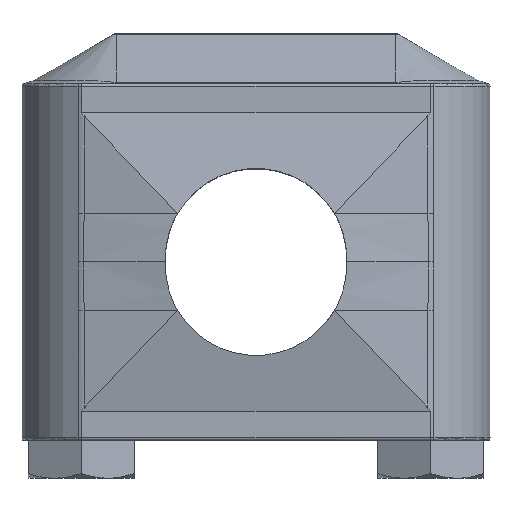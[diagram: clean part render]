
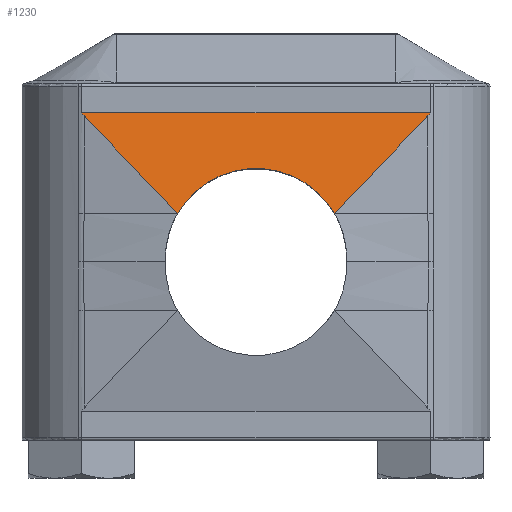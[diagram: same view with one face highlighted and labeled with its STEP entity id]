
A CAD part, top view. The second image highlights one B-rep face of the part: STEP entity #1230.
In plain terms, the highlighted planar face has unit normal (0, 0.178, 0.984).
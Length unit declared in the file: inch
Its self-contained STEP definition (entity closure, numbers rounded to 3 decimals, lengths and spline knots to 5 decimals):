
#40 = CARTESIAN_POINT ( 'NONE',  ( 0.70797, 1.21552, 0.37726 ) ) ;
#90 = EDGE_CURVE ( 'NONE', #1177, #3386, #3486, .T. ) ;
#148 = CARTESIAN_POINT ( 'NONE',  ( 0.50992, 1.0091, 0.41466 ) ) ;
#414 = EDGE_CURVE ( 'NONE', #1736, #3988, #3460, .T. ) ;
#518 =( BOUNDED_CURVE ( )  B_SPLINE_CURVE ( 3, ( #708, #3317, #3652, #40 ),
 .UNSPECIFIED., .F., .F. ) 
 B_SPLINE_CURVE_WITH_KNOTS ( ( 4, 4 ),
 ( 2.85793, 2.95497 ),
 .UNSPECIFIED. ) 
 CURVE ( )  GEOMETRIC_REPRESENTATION_ITEM ( )  RATIONAL_B_SPLINE_CURVE ( ( 1., 0.999, 0.999, 1. ) ) 
 REPRESENTATION_ITEM ( '' )  );
#616 = EDGE_CURVE ( 'NONE', #3988, #3386, #3514, .T. ) ;
#677 = ORIENTED_EDGE ( 'NONE', *, *, #90, .F. ) ;
#684 = DIRECTION ( 'NONE',  ( 0., -0.984, 0.178 ) ) ;
#708 = CARTESIAN_POINT ( 'NONE',  ( 0.7174, 1.228, 0.375 ) ) ;
#906 =( BOUNDED_CURVE ( )  B_SPLINE_CURVE ( 3, ( #912, #1606, #1592, #4202 ),
 .UNSPECIFIED., .F., .F. ) 
 B_SPLINE_CURVE_WITH_KNOTS ( ( 4, 4 ),
 ( 3.32821, 3.42526 ),
 .UNSPECIFIED. ) 
 CURVE ( )  GEOMETRIC_REPRESENTATION_ITEM ( )  RATIONAL_B_SPLINE_CURVE ( ( 1., 0.999, 0.999, 1. ) ) 
 REPRESENTATION_ITEM ( '' )  );
#912 = CARTESIAN_POINT ( 'NONE',  ( -0.70797, 1.21552, 0.37726 ) ) ;
#1066 = VERTEX_POINT ( 'NONE', #1902 ) ;
#1177 = VERTEX_POINT ( 'NONE', #4183 ) ;
#1230 = ADVANCED_FACE ( 'NONE', ( #2635 ), #4208, .F. ) ;
#1317 = VERTEX_POINT ( 'NONE', #3275 ) ;
#1349 = CARTESIAN_POINT ( 'NONE',  ( 0.16051, 1.09101, 0.39982 ) ) ;
#1580 = EDGE_CURVE ( 'NONE', #1066, #1317, #2002, .T. ) ;
#1592 = CARTESIAN_POINT ( 'NONE',  ( -0.7143, 1.223, 0.37591 ) ) ;
#1606 = CARTESIAN_POINT ( 'NONE',  ( -0.71115, 1.21884, 0.37666 ) ) ;
#1736 = VERTEX_POINT ( 'NONE', #2634 ) ;
#1855 = DIRECTION ( 'NONE',  ( 0.686, -0.716, 0.13 ) ) ;
#1902 = CARTESIAN_POINT ( 'NONE',  ( 0.7174, 1.228, 0.375 ) ) ;
#2002 = LINE ( 'NONE', #2456, #3452 ) ;
#2064 = AXIS2_PLACEMENT_3D ( 'NONE', #2574, #2904, #684 ) ;
#2117 = CARTESIAN_POINT ( 'NONE',  ( -0.32273, 0.814, 0.45 ) ) ;
#2168 = ORIENTED_EDGE ( 'NONE', *, *, #2910, .F. ) ;
#2313 = ORIENTED_EDGE ( 'NONE', *, *, #414, .T. ) ;
#2330 = EDGE_LOOP ( 'NONE', ( #2313, #2377, #677, #2168, #3919, #3776 ) ) ;
#2377 = ORIENTED_EDGE ( 'NONE', *, *, #616, .T. ) ;
#2456 = CARTESIAN_POINT ( 'NONE',  ( 0., 1.228, 0.375 ) ) ;
#2508 = EDGE_CURVE ( 'NONE', #1736, #1317, #906, .T. ) ;
#2574 = CARTESIAN_POINT ( 'NONE',  ( 0.71994, 0.814, 0.45 ) ) ;
#2634 = CARTESIAN_POINT ( 'NONE',  ( -0.70797, 1.21552, 0.37726 ) ) ;
#2635 = FACE_OUTER_BOUND ( 'NONE', #2330, .T. ) ;
#2762 = DIRECTION ( 'NONE',  ( -0.686, -0.716, 0.13 ) ) ;
#2779 = CARTESIAN_POINT ( 'NONE',  ( 0.16863, 0.30186, 0.54278 ) ) ;
#2904 = DIRECTION ( 'NONE',  ( 0., -0.178, -0.984 ) ) ;
#2910 = EDGE_CURVE ( 'NONE', #1066, #1177, #518, .T. ) ;
#2927 = CARTESIAN_POINT ( 'NONE',  ( 0.32273, 0.814, 0.45 ) ) ;
#3005 = CARTESIAN_POINT ( 'NONE',  ( 0.32273, 0.814, 0.45 ) ) ;
#3062 = VECTOR ( 'NONE', #2762, 39.37008 ) ;
#3275 = CARTESIAN_POINT ( 'NONE',  ( -0.7174, 1.228, 0.375 ) ) ;
#3317 = CARTESIAN_POINT ( 'NONE',  ( 0.7143, 1.223, 0.37591 ) ) ;
#3357 = CARTESIAN_POINT ( 'NONE',  ( -0.32273, 0.814, 0.45 ) ) ;
#3386 = VERTEX_POINT ( 'NONE', #2927 ) ;
#3452 = VECTOR ( 'NONE', #3545, 39.37008 ) ;
#3460 = LINE ( 'NONE', #2779, #3669 ) ;
#3486 = LINE ( 'NONE', #148, #3062 ) ;
#3514 =( BOUNDED_CURVE ( )  B_SPLINE_CURVE ( 3, ( #3357, #3641, #1349, #3005 ),
 .UNSPECIFIED., .F., .F. ) 
 B_SPLINE_CURVE_WITH_KNOTS ( ( 4, 4 ),
 ( 5.24217, 7.3242 ),
 .UNSPECIFIED. ) 
 CURVE ( )  GEOMETRIC_REPRESENTATION_ITEM ( )  RATIONAL_B_SPLINE_CURVE ( ( 1., 0.67, 0.67, 1. ) ) 
 REPRESENTATION_ITEM ( '' )  );
#3545 = DIRECTION ( 'NONE',  ( -1., 0., 0. ) ) ;
#3641 = CARTESIAN_POINT ( 'NONE',  ( -0.16051, 1.09101, 0.39982 ) ) ;
#3652 = CARTESIAN_POINT ( 'NONE',  ( 0.71115, 1.21884, 0.37666 ) ) ;
#3669 = VECTOR ( 'NONE', #1855, 39.37008 ) ;
#3776 = ORIENTED_EDGE ( 'NONE', *, *, #2508, .F. ) ;
#3919 = ORIENTED_EDGE ( 'NONE', *, *, #1580, .T. ) ;
#3988 = VERTEX_POINT ( 'NONE', #2117 ) ;
#4183 = CARTESIAN_POINT ( 'NONE',  ( 0.70797, 1.21552, 0.37726 ) ) ;
#4202 = CARTESIAN_POINT ( 'NONE',  ( -0.7174, 1.228, 0.375 ) ) ;
#4208 = PLANE ( 'NONE',  #2064 ) ;
